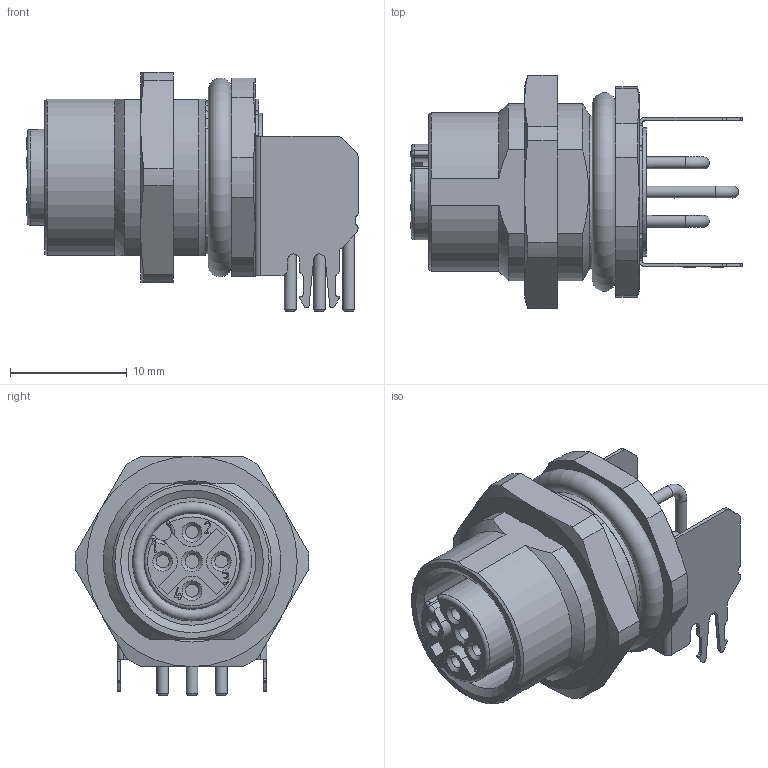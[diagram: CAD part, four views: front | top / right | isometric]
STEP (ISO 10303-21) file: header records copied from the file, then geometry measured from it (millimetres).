
FILE_DESCRIPTION(/* description */ (''),/* implementation_level */ '2;1');
FILE_NAME(/* name */ '09-3432-605-04_001_00.stp',/* time_stamp */ '2014-12-10T15:58:11+01:00',/* author */ (''),/* organization */ (''),/* preprocessor_version */ 'ST-DEVELOPER v14',/* originating_system */ 'SIEMENS PLM Software NX 8.0',/* authorisation */ '');
FILE_SCHEMA (('AP203_CONFIGURATION_CONTROLLED_3D_DESIGN_OF_MECHANICAL_PARTS_AND_ASSEMBLIES_MIM_LF { 1 0 10303 403 2 1 2}'));
Length unit declared in the file: millimetre
Products named in the file (1): umae1B385B9Edfoy
Bounding box: 28.4 x 19.99 x 20.5 mm (x, y, z)
Volume: 3258.1 mm3; surface area: 3689.3 mm2
Topology: 4 solids, 4 shells, 330 faces, 891 edges, 582 vertices
Faces by surface type: plane 135, cylinder 103, extrusion 53, cone 26, torus 11, sphere 2
Full cylindrical faces by diameter (mm): 1 x8, 1.1 x4, 1.2 x1, 8.2 x1, 10.4 x1, 10.917 x1, 11 x1, 11.05 x1, 13 x1, 13.8 x1
Entity records: 10398 total; most frequent: CARTESIAN_POINT 2331, ORIENTED_EDGE 1658, DIRECTION 1541, EDGE_CURVE 829, VERTEX_POINT 564, AXIS2_PLACEMENT_3D 521, VECTOR 499, LINE 446
